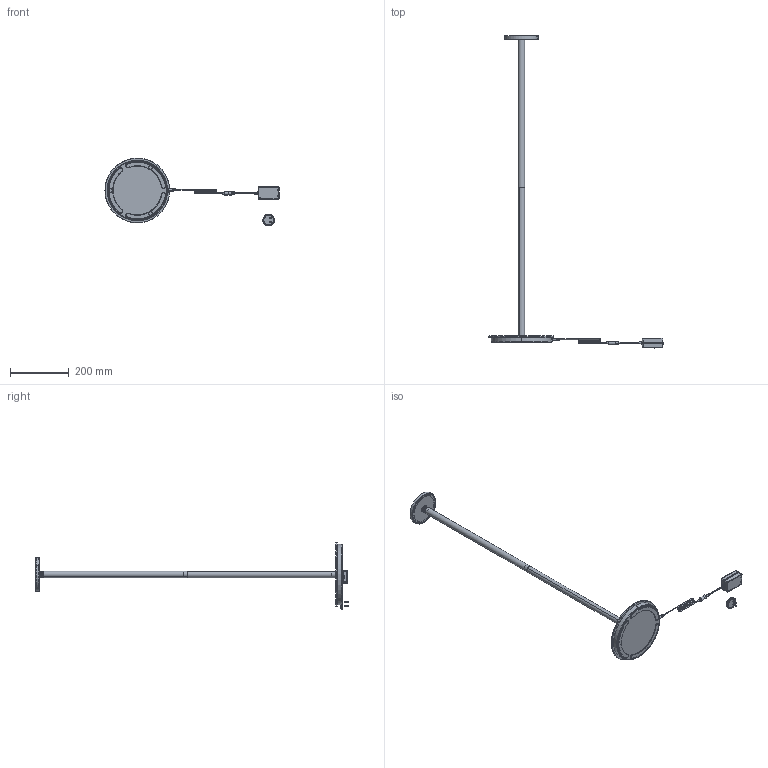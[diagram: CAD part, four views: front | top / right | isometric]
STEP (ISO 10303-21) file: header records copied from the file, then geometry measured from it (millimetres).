
FILE_DESCRIPTION (( 'STEP AP214' ), '1' );
FILE_NAME ('Pablo Designs, Luci Floor, Share CAD, V1.STEP', '2022-02-21T19:08:47', ( '' ), ( '' ), 'SwSTEP 2.0', 'SolidWorks 2019', '' );
FILE_SCHEMA (( 'AUTOMOTIVE_DESIGN' ));
Length unit declared in the file: inch
Products named in the file (25): XSP-0001 Xinspower(1A 24V), Top-Logo_body; DAZ03008&DAZ03013 Xinspower NA Plug; XSP-0002 Xinspower (1A 24V) , DC Connector; LUC-1007 Luci, Floor Head Assy_Share CAD; (#56)源萇埭脣釱-LI04; XSP-1002 Xinspower Power 24V 1A_Share CAD; LUC-1008 Luci, Floor Lower Post Assy_Share CAD; LUC-1009 Luci, Floor Upper Post Assy_Share CAD; LUC-1006 Luci, Floor Lamp Assy 20220207, Share CAD; LUC-0401 Luci, Head Cover; LUC-0403 Luci, Floor Head Connector; LD-0604 LINK Diagnostic DC Cord_Copy of 默认; LUC-0202 Luci, Optical Switch Lens; (#57)BASE COVER-LI04; (#59)BASE FOOT-LI04; LUC-1010 Luci, Floor Base Assy_Share CAD; DAZ03004&DAZ03009  XSP-1001 Xinspower (1A 24V); LUC-0902 Luci, Floor Lower Post; XSP-0003 Xinspower (1A 24V) , SR; Pablo Designs, Luci Floor, Share CAD, V1; LUC-0802 Luci, Floor Indicator Lens_Copy of 默认; LUC-0903 Luci, Floor Upper Post; LUC-0405 Luci, Floor Base Cover; LUC-0805 O-Ring ID15x1.8; LUC-0203 Luci, Head Lens
Assembly tree (26 placements, depth 5):
  Pablo Designs, Luci Floor, Share CAD, V1
    LUC-1006 Luci, Floor Lamp Assy 20220207, Share CAD
      LUC-1010 Luci, Floor Base Assy_Share CAD
        LUC-0405 Luci, Floor Base Cover
        LUC-0802 Luci, Floor Indicator Lens_Copy of 默认
        (#57)BASE COVER-LI04
        (#56)源萇埭脣釱-LI04
        (#59)BASE FOOT-LI04  x3
      LUC-1007 Luci, Floor Head Assy_Share CAD
        LUC-0202 Luci, Optical Switch Lens
        LUC-0203 Luci, Head Lens
        LUC-0401 Luci, Head Cover
        LUC-0403 Luci, Floor Head Connector
        LUC-0805 O-Ring ID15x1.8
      LUC-1008 Luci, Floor Lower Post Assy_Share CAD
        LUC-0902 Luci, Floor Lower Post
      LUC-1009 Luci, Floor Upper Post Assy_Share CAD
        LUC-0903 Luci, Floor Upper Post
      LD-0604 LINK Diagnostic DC Cord_Copy of 默认
      XSP-1002 Xinspower Power 24V 1A_Share CAD
        DAZ03004&DAZ03009  XSP-1001 Xinspower (1A 24V)
          XSP-0001 Xinspower(1A 24V), Top-Logo_body
          XSP-0002 Xinspower (1A 24V) , DC Connector
          XSP-0003 Xinspower (1A 24V) , SR
        DAZ03008&DAZ03013 Xinspower NA Plug
Bounding box: 590.84 x 1058.65 x 230.36 mm (x, y, z)
Volume: 591048.4 mm3; surface area: 392381.6 mm2
Topology: 24 solids, 24 shells, 1315 faces, 3295 edges, 2111 vertices
Faces by surface type: plane 409, cylinder 402, bspline 317, cone 187
Entity records: 49790 total; most frequent: CARTESIAN_POINT 20089, ORIENTED_EDGE 6498, DIRECTION 5185, EDGE_CURVE 3249, VERTEX_POINT 2091, AXIS2_PLACEMENT_3D 1980, EDGE_LOOP 1442, FACE_OUTER_BOUND 1301
